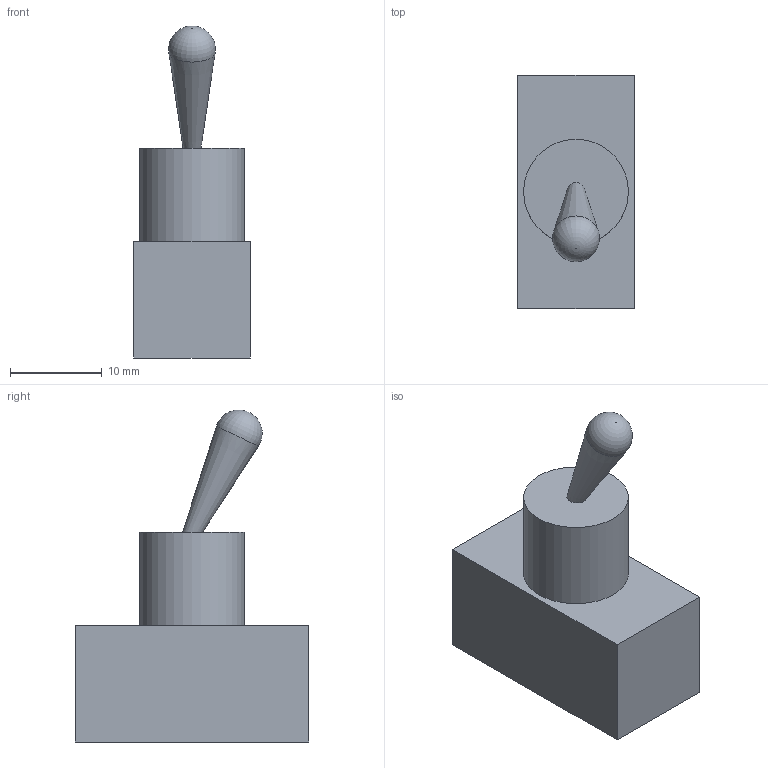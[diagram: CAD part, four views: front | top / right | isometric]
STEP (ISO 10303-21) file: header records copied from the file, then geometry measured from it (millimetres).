
FILE_DESCRIPTION(('HOOPS Exchange Step'),'2;1');
FILE_NAME('c0c0db2e3b6545a8b43938e78faa5dab20200328-3347-vm1kgv.SLDPRT.step','2020-03-28T05:31:25+00:00',('converter2'),('Unknown organisation'),'HOOPS Exchange 2019.2','HOOPS Exchange','Unknown authorisation');
FILE_SCHEMA( ('AUTOMOTIVE_DESIGN { 1 0 10303 214 1 1 1 1 }') );
Length unit declared in the file: inch
Products named in the file (2): Default; c0c0db2e3b6545a8b43938e78faa5dab20200328-3347-vm1kgv
Assembly tree (1 placements, depth 2):
  c0c0db2e3b6545a8b43938e78faa5dab20200328-3347-vm1kgv
    Default
Bounding box: 12.7 x 25.4 x 36.19 mm (x, y, z)
Volume: 5300.7 mm3; surface area: 2149.7 mm2
Topology: 1 solids, 1 shells, 11 faces, 22 edges, 15 vertices
Faces by surface type: plane 8, cylinder 1, cone 1, torus 1
Full cylindrical faces by diameter (mm): 11.43 x1
Entity records: 343 total; most frequent: DIRECTION 58, CARTESIAN_POINT 51, ORIENTED_EDGE 44, AXIS2_PLACEMENT_3D 22, EDGE_CURVE 22, VERTEX_POINT 15, VECTOR 14, LINE 14
